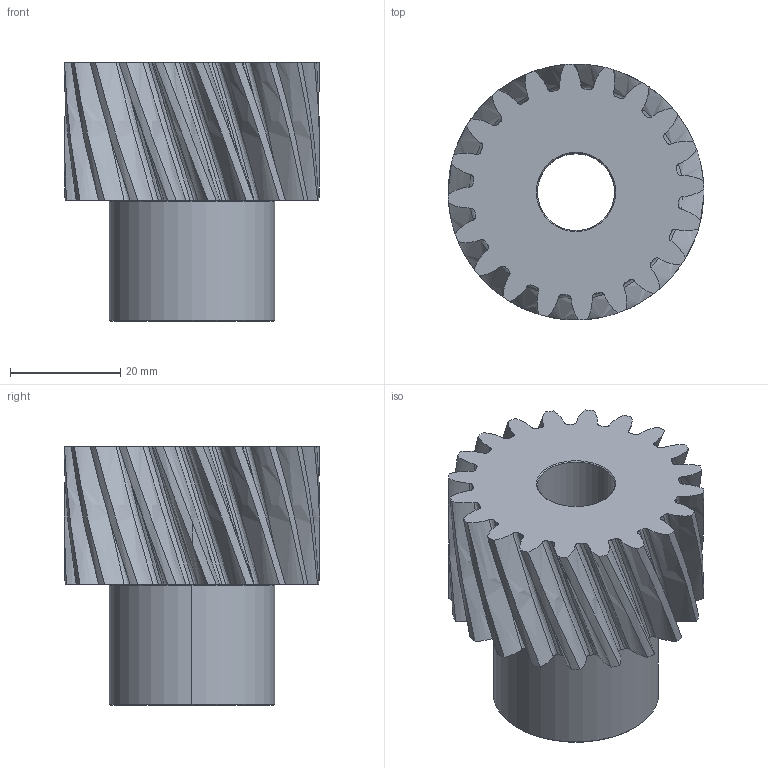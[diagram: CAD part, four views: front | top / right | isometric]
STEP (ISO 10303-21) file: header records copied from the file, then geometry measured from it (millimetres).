
FILE_DESCRIPTION(('STEP AP214'),'1');
FILE_NAME('127-020-020.stp','2017-04-28T13:07:09',('TraceParts'),('TraceParts S.A.'),'Spatial InterOp 3D',' ',' ');
FILE_SCHEMA(('automotive_design'));
Length unit declared in the file: millimetre
Products named in the file (1): 127-020-020
Bounding box: 46.44 x 46.44 x 47 mm (x, y, z)
Volume: 43118.9 mm3; surface area: 13181.6 mm2
Topology: 1 solids, 1 shells, 137 faces, 394 edges, 260 vertices
Faces by surface type: bspline 100, cylinder 26, cone 6, plane 3, torus 2
Entity records: 13535 total; most frequent: CARTESIAN_POINT 9692, ORIENTED_EDGE 788, EDGE_CURVE 394, DIRECTION 324, VERTEX_POINT 260, B_SPLINE_CURVE_WITH_KNOTS 160, AXIS2_PLACEMENT_3D 156, EDGE_LOOP 140
